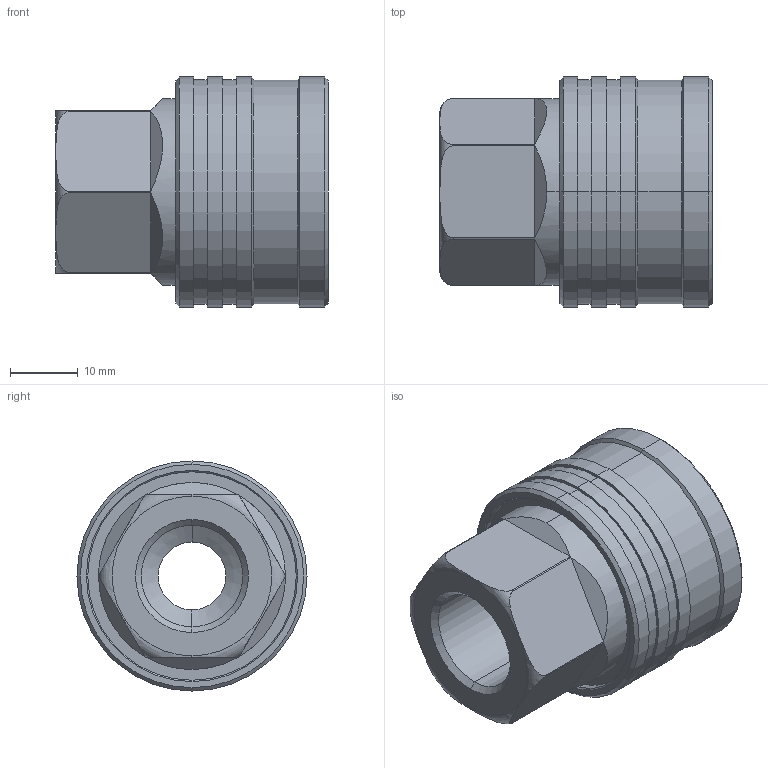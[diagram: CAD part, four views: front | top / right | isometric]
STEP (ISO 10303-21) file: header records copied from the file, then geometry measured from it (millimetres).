
FILE_DESCRIPTION (( 'STEP AP214' ), '1' );
FILE_NAME ('3810 H.STEP', '2015-09-03T13:45:42', ( 'admin' ), ( 'Microsoft' ), 'SwSTEP 2.0', 'SolidWorks 2009', '' );
FILE_SCHEMA (( 'AUTOMOTIVE_DESIGN' ));
Length unit declared in the file: millimetre
Products named in the file (1): 3810 H
Bounding box: 40.25 x 34 x 34 mm (x, y, z)
Volume: 17544.5 mm3; surface area: 9040.6 mm2
Topology: 1 solids, 1 shells, 102 faces, 218 edges, 130 vertices
Faces by surface type: cylinder 34, cone 28, plane 26, torus 14
Entity records: 3125 total; most frequent: CARTESIAN_POINT 679, DIRECTION 530, ORIENTED_EDGE 436, AXIS2_PLACEMENT_3D 225, EDGE_CURVE 218, VERTEX_POINT 130, CIRCLE 122, EDGE_LOOP 116
